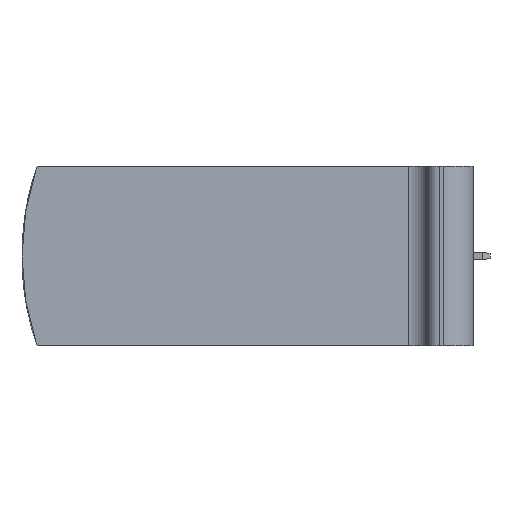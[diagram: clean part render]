
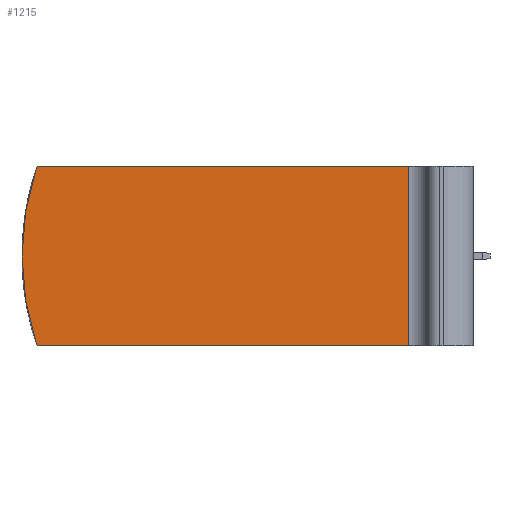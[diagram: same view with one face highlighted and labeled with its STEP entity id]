
A CAD part, left-side view. The second image highlights one B-rep face of the part: STEP entity #1215.
In plain terms, the highlighted planar face has unit normal (-1, 0, 0).
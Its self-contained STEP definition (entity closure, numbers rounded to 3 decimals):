
#46=PLANE('',#1326);
#161=LINE('',#2001,#277);
#171=LINE('',#2036,#287);
#172=LINE('',#2038,#288);
#277=VECTOR('',#1551,1000.);
#287=VECTOR('',#1579,1000.);
#288=VECTOR('',#1582,1000.);
#446=ORIENTED_EDGE('',*,*,#644,.F.);
#447=ORIENTED_EDGE('',*,*,#753,.F.);
#448=ORIENTED_EDGE('',*,*,#754,.F.);
#449=ORIENTED_EDGE('',*,*,#735,.F.);
#644=EDGE_CURVE('',#808,#809,#921,.T.);
#735=EDGE_CURVE('',#809,#874,#161,.T.);
#753=EDGE_CURVE('',#889,#808,#171,.T.);
#754=EDGE_CURVE('',#874,#889,#172,.T.);
#808=VERTEX_POINT('',#1780);
#809=VERTEX_POINT('',#1782);
#874=VERTEX_POINT('',#2002);
#889=VERTEX_POINT('',#2035);
#921=CIRCLE('',#1289,18.);
#992=EDGE_LOOP('',(#446,#447,#448,#449));
#1096=FACE_BOUND('',#992,.T.);
#1215=ADVANCED_FACE('',(#1096),#46,.F.);
#1289=AXIS2_PLACEMENT_3D('',#1781,#1417,#1418);
#1326=AXIS2_PLACEMENT_3D('',#2037,#1580,#1581);
#1417=DIRECTION('',(1.,0.,0.));
#1418=DIRECTION('',(0.,0.,-1.));
#1551=DIRECTION('',(0.,-1.,0.));
#1579=DIRECTION('',(0.,1.,0.));
#1580=DIRECTION('',(1.,0.,0.));
#1581=DIRECTION('',(0.,0.,-1.));
#1582=DIRECTION('',(0.,0.,-1.));
#1780=CARTESIAN_POINT('',(-66.5,22.923,-5.85));
#1781=CARTESIAN_POINT('',(-66.5,5.9,0.));
#1782=CARTESIAN_POINT('',(-66.5,22.923,5.85));
#2001=CARTESIAN_POINT('',(-66.5,22.923,5.85));
#2002=CARTESIAN_POINT('',(-66.5,-1.25,5.85));
#2035=CARTESIAN_POINT('',(-66.5,-1.25,-5.85));
#2036=CARTESIAN_POINT('',(-66.5,0.,-5.85));
#2037=CARTESIAN_POINT('',(-66.5,5.9,0.));
#2038=CARTESIAN_POINT('',(-66.5,-1.25,5.85));
